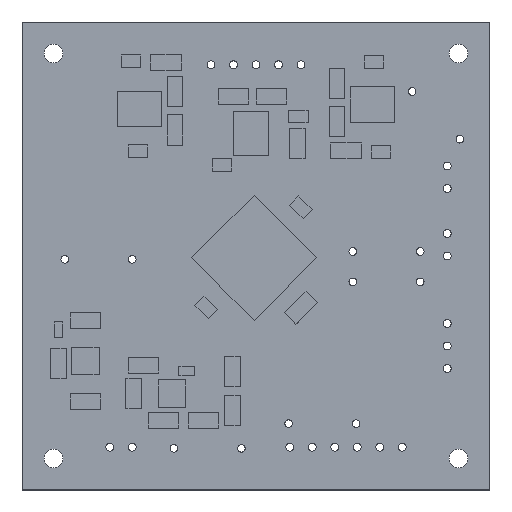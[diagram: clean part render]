
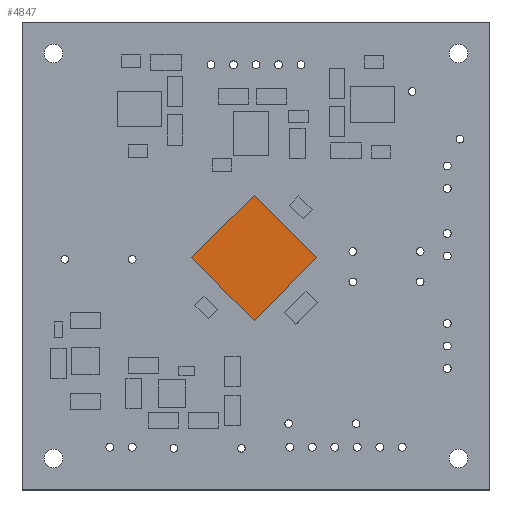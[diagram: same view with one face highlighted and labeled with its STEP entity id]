
A CAD part, top view. The second image highlights one B-rep face of the part: STEP entity #4847.
In plain terms, the highlighted planar face has unit normal (0, 0, 1).
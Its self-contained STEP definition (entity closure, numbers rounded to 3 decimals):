
#4533 = VERTEX_POINT('',#4534);
#4534 = CARTESIAN_POINT('',(0.,-7.071,1.15)
  );
#4541 = PLANE('',#4542);
#4542 = AXIS2_PLACEMENT_3D('',#4543,#4544,#4545);
#4543 = CARTESIAN_POINT('',(0.,-7.071,0.));
#4544 = DIRECTION('',(-0.707,-0.707,0.));
#4545 = DIRECTION('',(-0.707,0.707,0.));
#4553 = PLANE('',#4554);
#4554 = AXIS2_PLACEMENT_3D('',#4555,#4556,#4557);
#4555 = CARTESIAN_POINT('',(7.071,0.,0.));
#4556 = DIRECTION('',(0.707,-0.707,0.));
#4557 = DIRECTION('',(-0.707,-0.707,0.));
#4565 = EDGE_CURVE('',#4533,#4566,#4568,.T.);
#4566 = VERTEX_POINT('',#4567);
#4567 = CARTESIAN_POINT('',(-7.071,0.,1.15));
#4568 = SURFACE_CURVE('',#4569,(#4573,#4580),.PCURVE_S1.);
#4569 = LINE('',#4570,#4571);
#4570 = CARTESIAN_POINT('',(0.,-7.071,1.15)
  );
#4571 = VECTOR('',#4572,1.);
#4572 = DIRECTION('',(-0.707,0.707,0.));
#4573 = PCURVE('',#4541,#4574);
#4574 = DEFINITIONAL_REPRESENTATION('',(#4575),#4579);
#4575 = LINE('',#4576,#4577);
#4576 = CARTESIAN_POINT('',(0.,-1.15));
#4577 = VECTOR('',#4578,1.);
#4578 = DIRECTION('',(1.,0.));
#4579 = ( GEOMETRIC_REPRESENTATION_CONTEXT(2) 
PARAMETRIC_REPRESENTATION_CONTEXT() REPRESENTATION_CONTEXT('2D SPACE',''
  ) );
#4580 = PCURVE('',#4581,#4586);
#4581 = PLANE('',#4582);
#4582 = AXIS2_PLACEMENT_3D('',#4583,#4584,#4585);
#4583 = CARTESIAN_POINT('',(0.,-7.071,1.15)
  );
#4584 = DIRECTION('',(0.,0.,1.));
#4585 = DIRECTION('',(1.,0.,0.));
#4586 = DEFINITIONAL_REPRESENTATION('',(#4587),#4591);
#4587 = LINE('',#4588,#4589);
#4588 = CARTESIAN_POINT('',(0.,0.));
#4589 = VECTOR('',#4590,1.);
#4590 = DIRECTION('',(-0.707,0.707));
#4591 = ( GEOMETRIC_REPRESENTATION_CONTEXT(2) 
PARAMETRIC_REPRESENTATION_CONTEXT() REPRESENTATION_CONTEXT('2D SPACE',''
  ) );
#4609 = PLANE('',#4610);
#4610 = AXIS2_PLACEMENT_3D('',#4611,#4612,#4613);
#4611 = CARTESIAN_POINT('',(-7.071,0.,0.));
#4612 = DIRECTION('',(-0.707,0.707,0.));
#4613 = DIRECTION('',(0.707,0.707,0.));
#4651 = EDGE_CURVE('',#4566,#4652,#4654,.T.);
#4652 = VERTEX_POINT('',#4653);
#4653 = CARTESIAN_POINT('',(0.,7.071,1.15));
#4654 = SURFACE_CURVE('',#4655,(#4659,#4666),.PCURVE_S1.);
#4655 = LINE('',#4656,#4657);
#4656 = CARTESIAN_POINT('',(-7.071,0.,1.15));
#4657 = VECTOR('',#4658,1.);
#4658 = DIRECTION('',(0.707,0.707,0.));
#4659 = PCURVE('',#4609,#4660);
#4660 = DEFINITIONAL_REPRESENTATION('',(#4661),#4665);
#4661 = LINE('',#4662,#4663);
#4662 = CARTESIAN_POINT('',(0.,-1.15));
#4663 = VECTOR('',#4664,1.);
#4664 = DIRECTION('',(1.,0.));
#4665 = ( GEOMETRIC_REPRESENTATION_CONTEXT(2) 
PARAMETRIC_REPRESENTATION_CONTEXT() REPRESENTATION_CONTEXT('2D SPACE',''
  ) );
#4666 = PCURVE('',#4581,#4667);
#4667 = DEFINITIONAL_REPRESENTATION('',(#4668),#4672);
#4668 = LINE('',#4669,#4670);
#4669 = CARTESIAN_POINT('',(-7.071,7.071));
#4670 = VECTOR('',#4671,1.);
#4671 = DIRECTION('',(0.707,0.707));
#4672 = ( GEOMETRIC_REPRESENTATION_CONTEXT(2) 
PARAMETRIC_REPRESENTATION_CONTEXT() REPRESENTATION_CONTEXT('2D SPACE',''
  ) );
#4690 = PLANE('',#4691);
#4691 = AXIS2_PLACEMENT_3D('',#4692,#4693,#4694);
#4692 = CARTESIAN_POINT('',(0.,7.071,0.));
#4693 = DIRECTION('',(0.707,0.707,0.));
#4694 = DIRECTION('',(0.707,-0.707,0.));
#4727 = EDGE_CURVE('',#4652,#4728,#4730,.T.);
#4728 = VERTEX_POINT('',#4729);
#4729 = CARTESIAN_POINT('',(7.071,0.,1.15));
#4730 = SURFACE_CURVE('',#4731,(#4735,#4742),.PCURVE_S1.);
#4731 = LINE('',#4732,#4733);
#4732 = CARTESIAN_POINT('',(0.,7.071,1.15));
#4733 = VECTOR('',#4734,1.);
#4734 = DIRECTION('',(0.707,-0.707,0.));
#4735 = PCURVE('',#4690,#4736);
#4736 = DEFINITIONAL_REPRESENTATION('',(#4737),#4741);
#4737 = LINE('',#4738,#4739);
#4738 = CARTESIAN_POINT('',(0.,-1.15));
#4739 = VECTOR('',#4740,1.);
#4740 = DIRECTION('',(1.,0.));
#4741 = ( GEOMETRIC_REPRESENTATION_CONTEXT(2) 
PARAMETRIC_REPRESENTATION_CONTEXT() REPRESENTATION_CONTEXT('2D SPACE',''
  ) );
#4742 = PCURVE('',#4581,#4743);
#4743 = DEFINITIONAL_REPRESENTATION('',(#4744),#4748);
#4744 = LINE('',#4745,#4746);
#4745 = CARTESIAN_POINT('',(0.,14.142));
#4746 = VECTOR('',#4747,1.);
#4747 = DIRECTION('',(0.707,-0.707));
#4748 = ( GEOMETRIC_REPRESENTATION_CONTEXT(2) 
PARAMETRIC_REPRESENTATION_CONTEXT() REPRESENTATION_CONTEXT('2D SPACE',''
  ) );
#4798 = EDGE_CURVE('',#4728,#4533,#4799,.T.);
#4799 = SURFACE_CURVE('',#4800,(#4804,#4811),.PCURVE_S1.);
#4800 = LINE('',#4801,#4802);
#4801 = CARTESIAN_POINT('',(7.071,0.,1.15));
#4802 = VECTOR('',#4803,1.);
#4803 = DIRECTION('',(-0.707,-0.707,0.));
#4804 = PCURVE('',#4553,#4805);
#4805 = DEFINITIONAL_REPRESENTATION('',(#4806),#4810);
#4806 = LINE('',#4807,#4808);
#4807 = CARTESIAN_POINT('',(0.,-1.15));
#4808 = VECTOR('',#4809,1.);
#4809 = DIRECTION('',(1.,0.));
#4810 = ( GEOMETRIC_REPRESENTATION_CONTEXT(2) 
PARAMETRIC_REPRESENTATION_CONTEXT() REPRESENTATION_CONTEXT('2D SPACE',''
  ) );
#4811 = PCURVE('',#4581,#4812);
#4812 = DEFINITIONAL_REPRESENTATION('',(#4813),#4817);
#4813 = LINE('',#4814,#4815);
#4814 = CARTESIAN_POINT('',(7.071,7.071));
#4815 = VECTOR('',#4816,1.);
#4816 = DIRECTION('',(-0.707,-0.707));
#4817 = ( GEOMETRIC_REPRESENTATION_CONTEXT(2) 
PARAMETRIC_REPRESENTATION_CONTEXT() REPRESENTATION_CONTEXT('2D SPACE',''
  ) );
#4847 = ADVANCED_FACE('',(#4848),#4581,.T.);
#4848 = FACE_BOUND('',#4849,.F.);
#4849 = EDGE_LOOP('',(#4850,#4851,#4852,#4853));
#4850 = ORIENTED_EDGE('',*,*,#4565,.T.);
#4851 = ORIENTED_EDGE('',*,*,#4651,.T.);
#4852 = ORIENTED_EDGE('',*,*,#4727,.T.);
#4853 = ORIENTED_EDGE('',*,*,#4798,.T.);
